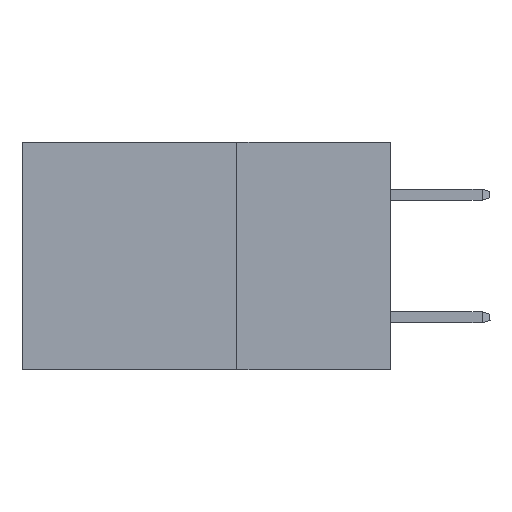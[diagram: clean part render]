
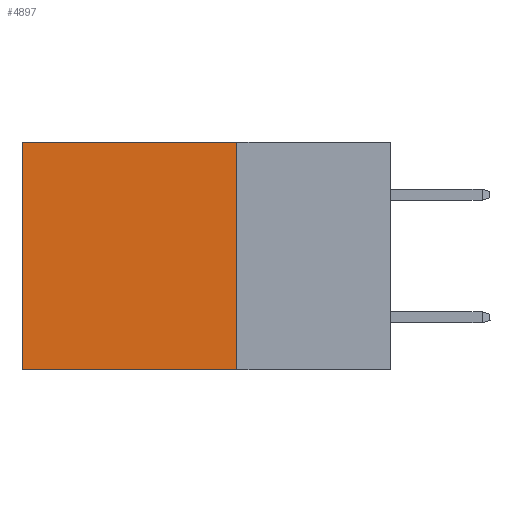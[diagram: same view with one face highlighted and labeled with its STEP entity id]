
A CAD part, left-side view. The second image highlights one B-rep face of the part: STEP entity #4897.
In plain terms, the highlighted planar face has unit normal (-1, 0, 0).
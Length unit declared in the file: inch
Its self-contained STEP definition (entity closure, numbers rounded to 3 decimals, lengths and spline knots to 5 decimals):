
#650 = EDGE_CURVE ( 'NONE', #8717, #6446, #4292, .T. ) ;
#903 = DIRECTION ( 'NONE',  ( 0., 0., -1. ) ) ;
#1169 = ORIENTED_EDGE ( 'NONE', *, *, #17229, .F. ) ;
#2073 = VERTEX_POINT ( 'NONE', #15813 ) ;
#2132 = ORIENTED_EDGE ( 'NONE', *, *, #17224, .T. ) ;
#3163 = VERTEX_POINT ( 'NONE', #14650 ) ;
#4038 = DIRECTION ( 'NONE',  ( 0., 1., 0. ) ) ;
#4165 = LINE ( 'NONE', #13463, #7476 ) ;
#4283 = CARTESIAN_POINT ( 'NONE',  ( 0.2875, 0.25, 0. ) ) ;
#4292 = LINE ( 'NONE', #14152, #14366 ) ;
#4897 = ADVANCED_FACE ( 'NONE', ( #6608 ), #13380, .F. ) ;
#5494 = CARTESIAN_POINT ( 'NONE',  ( 0.2875, 0.25, -0.37 ) ) ;
#5641 = DIRECTION ( 'NONE',  ( 0., 1., 0. ) ) ;
#5762 = DIRECTION ( 'NONE',  ( 0., 0., -1. ) ) ;
#6446 = VERTEX_POINT ( 'NONE', #8003 ) ;
#6608 = FACE_OUTER_BOUND ( 'NONE', #16908, .T. ) ;
#6775 = LINE ( 'NONE', #12059, #13247 ) ;
#7340 = EDGE_CURVE ( 'NONE', #8717, #2073, #4165, .T. ) ;
#7476 = VECTOR ( 'NONE', #5641, 39.37008 ) ;
#7966 = AXIS2_PLACEMENT_3D ( 'NONE', #16143, #14190, #903 ) ;
#8003 = CARTESIAN_POINT ( 'NONE',  ( 0.2875, 0.25, -0.37 ) ) ;
#8717 = VERTEX_POINT ( 'NONE', #4283 ) ;
#10672 = LINE ( 'NONE', #5494, #16613 ) ;
#11322 = ORIENTED_EDGE ( 'NONE', *, *, #7340, .T. ) ;
#12059 = CARTESIAN_POINT ( 'NONE',  ( 0.2875, 0.6, 0. ) ) ;
#13247 = VECTOR ( 'NONE', #13323, 39.37008 ) ;
#13323 = DIRECTION ( 'NONE',  ( 0., 0., -1. ) ) ;
#13380 = PLANE ( 'NONE',  #7966 ) ;
#13463 = CARTESIAN_POINT ( 'NONE',  ( 0.2875, 0.25, 0. ) ) ;
#14152 = CARTESIAN_POINT ( 'NONE',  ( 0.2875, 0.25, 0. ) ) ;
#14190 = DIRECTION ( 'NONE',  ( 1., 0., 0. ) ) ;
#14366 = VECTOR ( 'NONE', #5762, 39.37008 ) ;
#14650 = CARTESIAN_POINT ( 'NONE',  ( 0.2875, 0.6, -0.37 ) ) ;
#14677 = ORIENTED_EDGE ( 'NONE', *, *, #650, .F. ) ;
#15813 = CARTESIAN_POINT ( 'NONE',  ( 0.2875, 0.6, 0. ) ) ;
#16143 = CARTESIAN_POINT ( 'NONE',  ( 0.2875, 0.25, 0. ) ) ;
#16613 = VECTOR ( 'NONE', #4038, 39.37008 ) ;
#16908 = EDGE_LOOP ( 'NONE', ( #2132, #1169, #14677, #11322 ) ) ;
#17224 = EDGE_CURVE ( 'NONE', #2073, #3163, #6775, .T. ) ;
#17229 = EDGE_CURVE ( 'NONE', #6446, #3163, #10672, .T. ) ;
